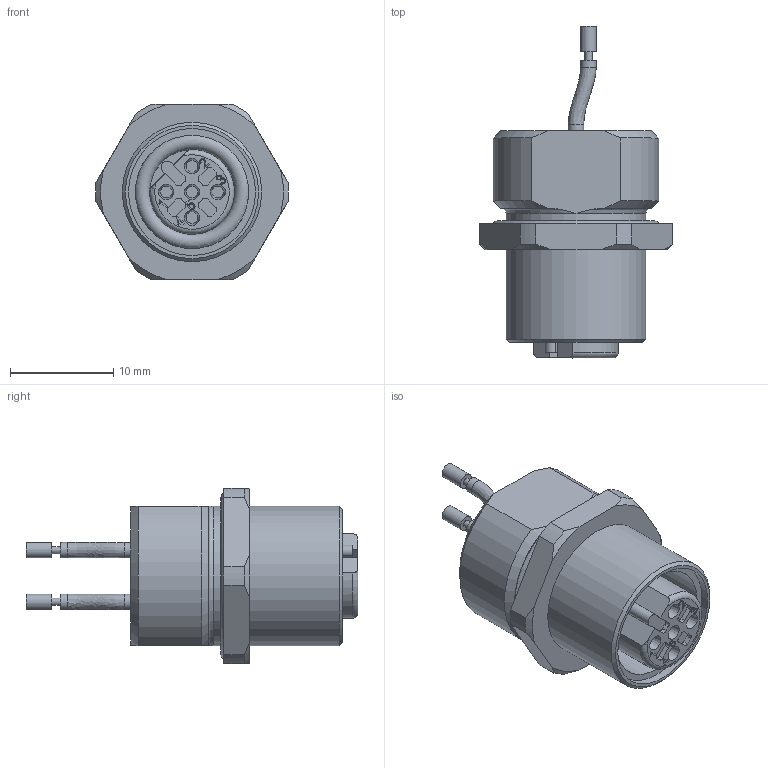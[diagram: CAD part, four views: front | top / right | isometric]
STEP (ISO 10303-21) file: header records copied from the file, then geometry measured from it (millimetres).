
FILE_DESCRIPTION(/* description */ (''),/* implementation_level */ '2;1');
FILE_NAME(/* name */ 'PB-FVM12KUB2_m_M16_stp.stp',/* time_stamp */ '2016-11-16T11:48:04+01:00',/* author */ (''),/* organization */ (''),/* preprocessor_version */ 'ST-DEVELOPER v16',/* originating_system */ 'SIEMENS PLM Software NX 10.0',/* authorisation */ '');
FILE_SCHEMA (('AUTOMOTIVE_DESIGN { 1 0 10303 214 3 1 1 1 }'));
Length unit declared in the file: millimetre
Products named in the file (1): PB-FVM12KUB2_m_M16_stp
Bounding box: 18.69 x 32.15 x 17 mm (x, y, z)
Volume: 3297.1 mm3; surface area: 2173.9 mm2
Topology: 1 solids, 1 shells, 187 faces, 479 edges, 318 vertices
Faces by surface type: plane 83, cylinder 48, extrusion 32, cone 17, torus 5, bspline 2
Full cylindrical faces by diameter (mm): 0.7 x2, 1.15 x5, 1.5 x6, 10.985 x1, 12.3 x1, 13.5 x2
Entity records: 5963 total; most frequent: CARTESIAN_POINT 1659, ORIENTED_EDGE 876, DIRECTION 805, EDGE_CURVE 438, VERTEX_POINT 305, AXIS2_PLACEMENT_3D 273, VECTOR 259, EDGE_LOOP 239
